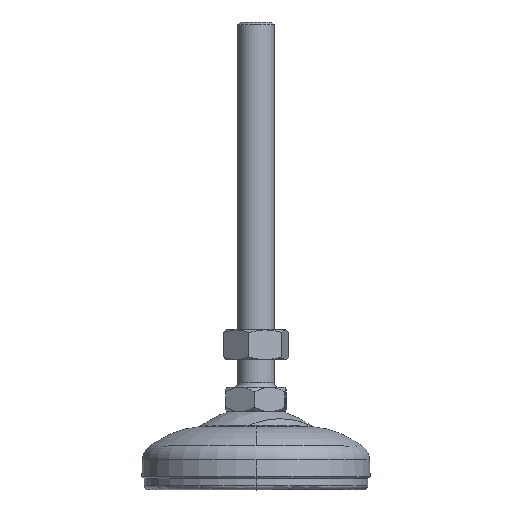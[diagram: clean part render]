
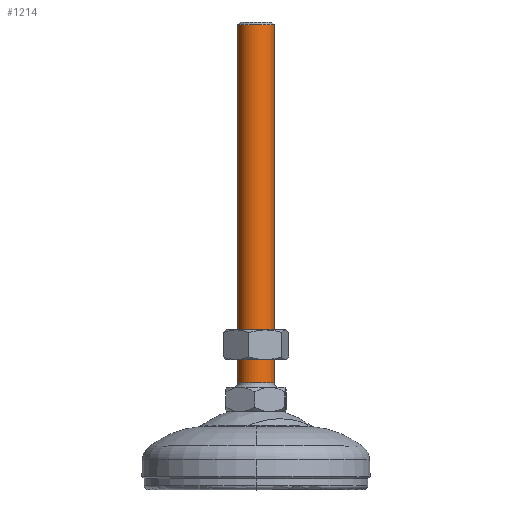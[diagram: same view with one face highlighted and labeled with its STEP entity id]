
A CAD part, top view. The second image highlights one B-rep face of the part: STEP entity #1214.
In plain terms, the highlighted cylindrical face has radius 4 mm (diameter 8 mm), a partial arc.
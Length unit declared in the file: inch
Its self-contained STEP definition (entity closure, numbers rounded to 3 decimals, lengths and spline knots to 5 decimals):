
#31 = DIRECTION ( 'NONE',  ( 0., -1., 0. ) ) ;
#146 = VECTOR ( 'NONE', #31, 39.37008 ) ;
#266 = CARTESIAN_POINT ( 'NONE',  ( 0.674, 1.20951, 1.80748 ) ) ;
#376 = CARTESIAN_POINT ( 'NONE',  ( 0.51663, 4.29613, 1.80155 ) ) ;
#486 = EDGE_LOOP ( 'NONE', ( #1106, #3007, #6588, #4993 ) ) ;
#511 = AXIS2_PLACEMENT_3D ( 'NONE', #5958, #5426, #4347 ) ;
#767 = CARTESIAN_POINT ( 'NONE',  ( 0.83137, 4.29613, 1.81341 ) ) ;
#783 = DIRECTION ( 'NONE',  ( 0.999, 0., 0.038 ) ) ;
#902 = EDGE_CURVE ( 'NONE', #1366, #2695, #6325, .T. ) ;
#958 = VERTEX_POINT ( 'NONE', #4460 ) ;
#1106 = ORIENTED_EDGE ( 'NONE', *, *, #902, .T. ) ;
#1214 = ADVANCED_FACE ( 'NONE', ( #3745 ), #3588, .T. ) ;
#1252 = CARTESIAN_POINT ( 'NONE',  ( 0.674, 4.29613, 1.80748 ) ) ;
#1366 = VERTEX_POINT ( 'NONE', #767 ) ;
#1475 = EDGE_CURVE ( 'NONE', #2695, #3092, #2952, .T. ) ;
#1635 = AXIS2_PLACEMENT_3D ( 'NONE', #1252, #4933, #1778 ) ;
#1778 = DIRECTION ( 'NONE',  ( 0.999, 0., 0.038 ) ) ;
#2052 = EDGE_CURVE ( 'NONE', #1366, #958, #2840, .T. ) ;
#2695 = VERTEX_POINT ( 'NONE', #376 ) ;
#2711 = DIRECTION ( 'NONE',  ( 0., -1., 0. ) ) ;
#2840 = LINE ( 'NONE', #3219, #4038 ) ;
#2952 = LINE ( 'NONE', #4015, #146 ) ;
#3007 = ORIENTED_EDGE ( 'NONE', *, *, #1475, .T. ) ;
#3092 = VERTEX_POINT ( 'NONE', #4623 ) ;
#3219 = CARTESIAN_POINT ( 'NONE',  ( 0.83137, 2.63016, 1.81341 ) ) ;
#3588 = CYLINDRICAL_SURFACE ( 'NONE', #511, 0.15748 ) ;
#3745 = FACE_OUTER_BOUND ( 'NONE', #486, .T. ) ;
#3918 = DIRECTION ( 'NONE',  ( 0., 1., 0. ) ) ;
#4015 = CARTESIAN_POINT ( 'NONE',  ( 0.51663, 2.63016, 1.80155 ) ) ;
#4038 = VECTOR ( 'NONE', #2711, 39.37008 ) ;
#4347 = DIRECTION ( 'NONE',  ( 0.999, 0., 0.038 ) ) ;
#4414 = AXIS2_PLACEMENT_3D ( 'NONE', #266, #3918, #783 ) ;
#4460 = CARTESIAN_POINT ( 'NONE',  ( 0.83137, 1.20951, 1.81341 ) ) ;
#4623 = CARTESIAN_POINT ( 'NONE',  ( 0.51663, 1.20951, 1.80155 ) ) ;
#4933 = DIRECTION ( 'NONE',  ( 0., -1., 0. ) ) ;
#4993 = ORIENTED_EDGE ( 'NONE', *, *, #2052, .F. ) ;
#5426 = DIRECTION ( 'NONE',  ( 0., -1., 0. ) ) ;
#5540 = EDGE_CURVE ( 'NONE', #3092, #958, #6330, .T. ) ;
#5958 = CARTESIAN_POINT ( 'NONE',  ( 0.674, 2.63016, 1.80748 ) ) ;
#6325 = CIRCLE ( 'NONE', #1635, 0.15748 ) ;
#6330 = CIRCLE ( 'NONE', #4414, 0.15748 ) ;
#6588 = ORIENTED_EDGE ( 'NONE', *, *, #5540, .T. ) ;
